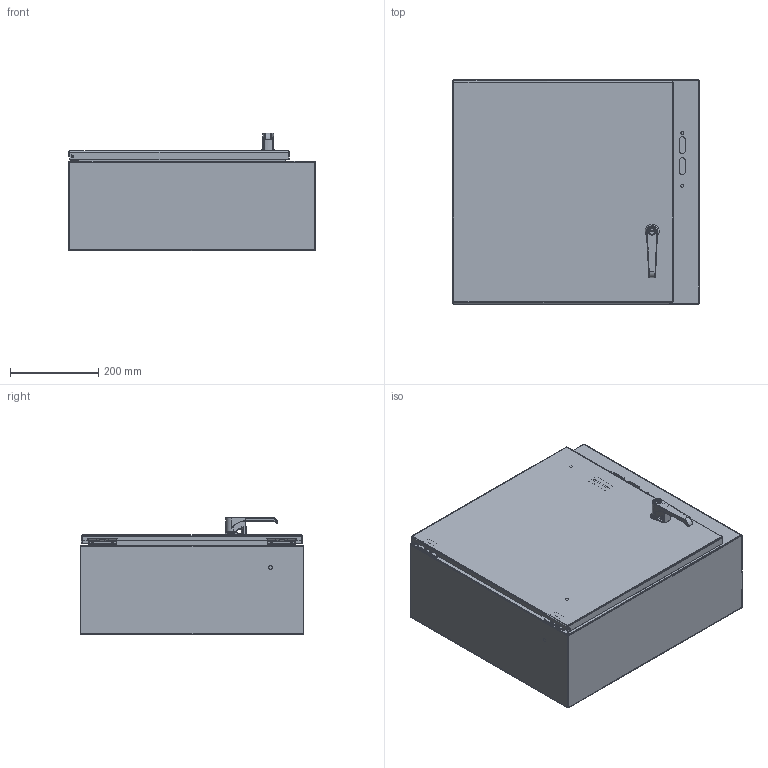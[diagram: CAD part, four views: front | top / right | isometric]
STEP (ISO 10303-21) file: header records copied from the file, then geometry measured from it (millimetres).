
FILE_DESCRIPTION (( 'STEP AP214' ), '1' );
FILE_NAME ('N412202208CD.STEP', '2020-03-05T20:44:19', ( '' ), ( '' ), 'SwSTEP 2.0', 'SolidWorks 2019', '' );
FILE_SCHEMA (( 'AUTOMOTIVE_DESIGN' ));
Length unit declared in the file: inch
Products named in the file (1): N412202208CD
Bounding box: 558.8 x 508 x 267 mm (x, y, z)
Volume: 2164360.7 mm3; surface area: 2279375.8 mm2
Topology: 60 solids, 60 shells, 2068 faces, 5091 edges, 3163 vertices
Faces by surface type: plane 810, cylinder 741, cone 245, bspline 186, torus 70, sphere 16
Full cylindrical faces by diameter (mm): 2.362 x4, 2.6 x1, 3.175 x2, 3.317 x68, 3.683 x4, 3.861 x4, 3.962 x4, 4.166 x68, 4.25 x5, 4.366 x4, 4.572 x4, 4.763 x4, 4.775 x2, 4.826 x4, 4.978 x2, 5 x3, 5.1 x1, 5.359 x2, 5.5 x1, 5.6 x1, 5.715 x4, 5.8 x1, 6.35 x12, 6.502 x4, 6.985 x4, 7.144 x2, 7.62 x8, 7.798 x1, 7.938 x2, 8.128 x7
Entity records: 76287 total; most frequent: CARTESIAN_POINT 31495, DIRECTION 8633, ORIENTED_EDGE 8502, EDGE_CURVE 4251, AXIS2_PLACEMENT_3D 3277, VERTEX_POINT 2875, EDGE_LOOP 2780, FACE_OUTER_BOUND 2378
